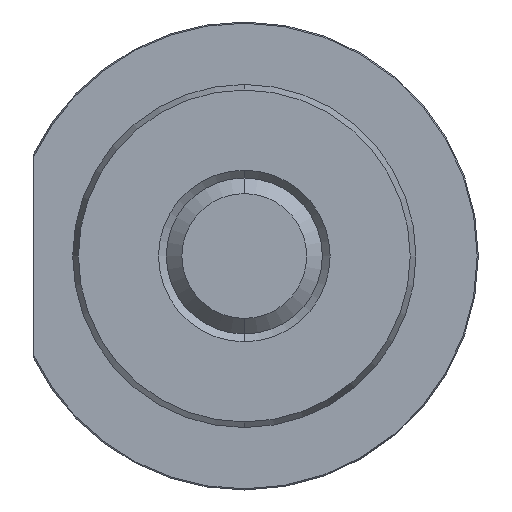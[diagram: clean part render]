
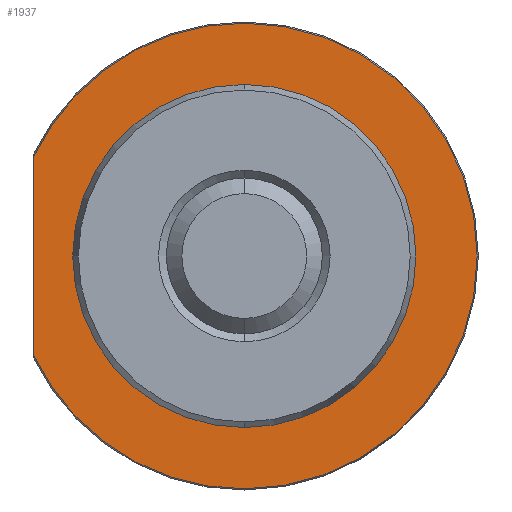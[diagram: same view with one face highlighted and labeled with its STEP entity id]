
A CAD part, left-side view. The second image highlights one B-rep face of the part: STEP entity #1937.
In plain terms, the highlighted planar face has unit normal (-1, 0, 0).
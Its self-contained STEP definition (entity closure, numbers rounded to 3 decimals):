
#53 = CARTESIAN_POINT ( 'NONE',  ( 22., 0., 0. ) ) ;
#84 = CARTESIAN_POINT ( 'NONE',  ( 22., 0., -14.927 ) ) ;
#97 = VERTEX_POINT ( 'NONE', #101 ) ;
#99 = VERTEX_POINT ( 'NONE', #84 ) ;
#101 = CARTESIAN_POINT ( 'NONE',  ( 22., 13.5, -6.37 ) ) ;
#104 = CARTESIAN_POINT ( 'NONE',  ( 22., 0., 11. ) ) ;
#106 = VERTEX_POINT ( 'NONE', #311 ) ;
#119 = VERTEX_POINT ( 'NONE', #104 ) ;
#136 = VERTEX_POINT ( 'NONE', #302 ) ;
#302 = CARTESIAN_POINT ( 'NONE',  ( 22., 0., -11. ) ) ;
#311 = CARTESIAN_POINT ( 'NONE',  ( 22., 13.5, 6.37 ) ) ;
#314 = VERTEX_POINT ( 'NONE', #350 ) ;
#350 = CARTESIAN_POINT ( 'NONE',  ( 22., 0., 14.927 ) ) ;
#456 = CIRCLE ( 'NONE', #851, 11. ) ;
#458 = LINE ( 'NONE', #2617, #459 ) ;
#459 = VECTOR ( 'NONE', #2616, 1000. ) ;
#460 = CIRCLE ( 'NONE', #865, 14.927 ) ;
#466 = CIRCLE ( 'NONE', #861, 11. ) ;
#526 = CIRCLE ( 'NONE', #906, 14.927 ) ;
#565 = CIRCLE ( 'NONE', #901, 14.927 ) ;
#628 = DIRECTION ( 'NONE',  ( -1., 0., 0. ) ) ;
#712 = EDGE_CURVE ( 'NONE', #119, #136, #456, .T. ) ;
#719 = EDGE_CURVE ( 'NONE', #106, #97, #458, .T. ) ;
#725 = EDGE_CURVE ( 'NONE', #136, #119, #466, .T. ) ;
#729 = EDGE_CURVE ( 'NONE', #97, #99, #460, .T. ) ;
#805 = EDGE_CURVE ( 'NONE', #99, #314, #565, .T. ) ;
#811 = EDGE_CURVE ( 'NONE', #314, #106, #526, .T. ) ;
#851 = AXIS2_PLACEMENT_3D ( 'NONE', #2635, #2634, #2633 ) ;
#861 = AXIS2_PLACEMENT_3D ( 'NONE', #53, #628, #2579 ) ;
#865 = AXIS2_PLACEMENT_3D ( 'NONE', #1050, #1056, #1057 ) ;
#901 = AXIS2_PLACEMENT_3D ( 'NONE', #1325, #1327, #1328 ) ;
#906 = AXIS2_PLACEMENT_3D ( 'NONE', #1376, #1383, #1384 ) ;
#1009 = AXIS2_PLACEMENT_3D ( 'NONE', #1742, #1749, #1750 ) ;
#1050 = CARTESIAN_POINT ( 'NONE',  ( 22., 0., 0. ) ) ;
#1056 = DIRECTION ( 'NONE',  ( -1., 0., 0. ) ) ;
#1057 = DIRECTION ( 'NONE',  ( 0., 0., -1. ) ) ;
#1325 = CARTESIAN_POINT ( 'NONE',  ( 22., 0., 0. ) ) ;
#1327 = DIRECTION ( 'NONE',  ( -1., 0., 0. ) ) ;
#1328 = DIRECTION ( 'NONE',  ( 0., 0., -1. ) ) ;
#1376 = CARTESIAN_POINT ( 'NONE',  ( 22., 0., 0. ) ) ;
#1383 = DIRECTION ( 'NONE',  ( -1., 0., 0. ) ) ;
#1384 = DIRECTION ( 'NONE',  ( 0., 0., -1. ) ) ;
#1742 = CARTESIAN_POINT ( 'NONE',  ( 22., 11., 0. ) ) ;
#1748 = PLANE ( 'NONE',  #1009 ) ;
#1749 = DIRECTION ( 'NONE',  ( 1., 0., 0. ) ) ;
#1750 = DIRECTION ( 'NONE',  ( 0., 0., -1. ) ) ;
#1937 = ADVANCED_FACE ( 'NONE', ( #2835, #2831 ), #1748, .F. ) ;
#1950 = EDGE_LOOP ( 'NONE', ( #2055, #2054, #2053, #2052 ) ) ;
#1954 = EDGE_LOOP ( 'NONE', ( #2051, #2050 ) ) ;
#2050 = ORIENTED_EDGE ( 'NONE', *, *, #725, .F. ) ;
#2051 = ORIENTED_EDGE ( 'NONE', *, *, #712, .F. ) ;
#2052 = ORIENTED_EDGE ( 'NONE', *, *, #719, .T. ) ;
#2053 = ORIENTED_EDGE ( 'NONE', *, *, #811, .T. ) ;
#2054 = ORIENTED_EDGE ( 'NONE', *, *, #805, .T. ) ;
#2055 = ORIENTED_EDGE ( 'NONE', *, *, #729, .T. ) ;
#2579 = DIRECTION ( 'NONE',  ( 0., 0., 1. ) ) ;
#2616 = DIRECTION ( 'NONE',  ( 0., 0., -1. ) ) ;
#2617 = CARTESIAN_POINT ( 'NONE',  ( 22., 13.5, 0. ) ) ;
#2633 = DIRECTION ( 'NONE',  ( 0., 0., 1. ) ) ;
#2634 = DIRECTION ( 'NONE',  ( -1., 0., 0. ) ) ;
#2635 = CARTESIAN_POINT ( 'NONE',  ( 22., 0., 0. ) ) ;
#2831 = FACE_BOUND ( 'NONE', #1954, .T. ) ;
#2835 = FACE_OUTER_BOUND ( 'NONE', #1950, .T. ) ;
